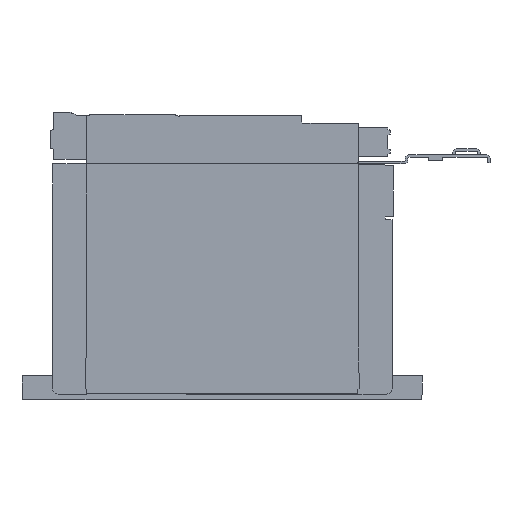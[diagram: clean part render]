
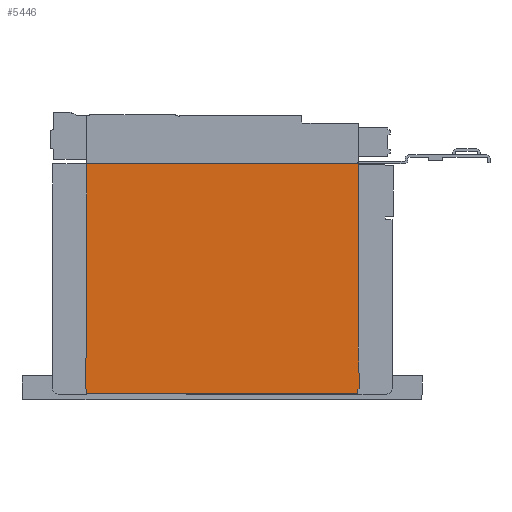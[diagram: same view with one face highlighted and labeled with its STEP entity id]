
A CAD part, left-side view. The second image highlights one B-rep face of the part: STEP entity #5446.
In plain terms, the highlighted planar face has unit normal (-1, 0, 0).
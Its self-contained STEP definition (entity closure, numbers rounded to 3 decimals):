
#1043=FACE_OUTER_BOUND($,#1224,.T.);
#1224=EDGE_LOOP($,(#4482,#4483,#4484,#4485,#4486,#4487,#4488,#4489,#4490,
#4491,#4492,#4493,#4494));
#1426=LINE($,#7885,#2493);
#1429=LINE($,#7891,#2496);
#1432=LINE($,#7897,#2499);
#1435=LINE($,#7903,#2502);
#1438=LINE($,#7909,#2505);
#1441=LINE($,#7915,#2508);
#1444=LINE($,#7921,#2511);
#1447=LINE($,#7927,#2514);
#1450=LINE($,#7933,#2517);
#1453=LINE($,#7939,#2520);
#1456=LINE($,#7945,#2523);
#1459=LINE($,#7951,#2526);
#1462=LINE($,#7955,#2529);
#2493=VECTOR($,#6091,124.001);
#2496=VECTOR($,#6096,79.274);
#2499=VECTOR($,#6101,7.2);
#2502=VECTOR($,#6106,5.007);
#2505=VECTOR($,#6111,11.042);
#2508=VECTOR($,#6116,0.969);
#2511=VECTOR($,#6121,1.804);
#2514=VECTOR($,#6126,123.845);
#2517=VECTOR($,#6131,1.804);
#2520=VECTOR($,#6136,0.708);
#2523=VECTOR($,#6141,0.19);
#2526=VECTOR($,#6146,23.5);
#2529=VECTOR($,#6151,79.209);
#3547=VERTEX_POINT($,#7882);
#3548=VERTEX_POINT($,#7884);
#3550=VERTEX_POINT($,#7890);
#3552=VERTEX_POINT($,#7896);
#3554=VERTEX_POINT($,#7902);
#3556=VERTEX_POINT($,#7908);
#3558=VERTEX_POINT($,#7914);
#3560=VERTEX_POINT($,#7920);
#3562=VERTEX_POINT($,#7926);
#3564=VERTEX_POINT($,#7932);
#3566=VERTEX_POINT($,#7938);
#3568=VERTEX_POINT($,#7944);
#3570=VERTEX_POINT($,#7950);
#3888=EDGE_CURVE($,#3548,#3547,#1426,.T.);
#3891=EDGE_CURVE($,#3550,#3548,#1429,.T.);
#3894=EDGE_CURVE($,#3552,#3550,#1432,.T.);
#3897=EDGE_CURVE($,#3554,#3552,#1435,.T.);
#3900=EDGE_CURVE($,#3556,#3554,#1438,.T.);
#3903=EDGE_CURVE($,#3558,#3556,#1441,.T.);
#3906=EDGE_CURVE($,#3560,#3558,#1444,.T.);
#3909=EDGE_CURVE($,#3562,#3560,#1447,.T.);
#3912=EDGE_CURVE($,#3564,#3562,#1450,.T.);
#3915=EDGE_CURVE($,#3566,#3564,#1453,.T.);
#3918=EDGE_CURVE($,#3568,#3566,#1456,.T.);
#3921=EDGE_CURVE($,#3570,#3568,#1459,.T.);
#3924=EDGE_CURVE($,#3547,#3570,#1462,.T.);
#4482=ORIENTED_EDGE($,*,*,#3924,.T.);
#4483=ORIENTED_EDGE($,*,*,#3921,.T.);
#4484=ORIENTED_EDGE($,*,*,#3918,.T.);
#4485=ORIENTED_EDGE($,*,*,#3915,.T.);
#4486=ORIENTED_EDGE($,*,*,#3912,.T.);
#4487=ORIENTED_EDGE($,*,*,#3909,.T.);
#4488=ORIENTED_EDGE($,*,*,#3906,.T.);
#4489=ORIENTED_EDGE($,*,*,#3903,.T.);
#4490=ORIENTED_EDGE($,*,*,#3900,.T.);
#4491=ORIENTED_EDGE($,*,*,#3897,.T.);
#4492=ORIENTED_EDGE($,*,*,#3894,.T.);
#4493=ORIENTED_EDGE($,*,*,#3891,.T.);
#4494=ORIENTED_EDGE($,*,*,#3888,.T.);
#5298=PLANE($,#5656);
#5446=ADVANCED_FACE($,(#1043),#5298,.T.);
#5656=AXIS2_PLACEMENT_3D($,#7956,#6152,#6153);
#6091=DIRECTION($,(0.,1.,0.));
#6096=DIRECTION($,(0.,0.,1.));
#6101=DIRECTION($,(0.,0.026,1.));
#6106=DIRECTION($,(0.,0.026,1.));
#6111=DIRECTION($,(0.,0.026,1.));
#6116=DIRECTION($,(0.,-0.707,0.707));
#6121=DIRECTION($,(0.,-0.001,1.));
#6126=DIRECTION($,(0.,-1.,0.));
#6131=DIRECTION($,(0.,-0.001,-1.));
#6136=DIRECTION($,(0.,-0.708,-0.706));
#6141=DIRECTION($,(0.,-1.,0.));
#6146=DIRECTION($,(0.,0.026,-1.));
#6151=DIRECTION($,(0.,0.,-1.));
#6152=DIRECTION('center_axis',(-1.,0.,0.));
#6153=DIRECTION('ref_axis',(0.,0.,1.));
#7882=CARTESIAN_POINT('',(0.,77.248,107.698));
#7884=CARTESIAN_POINT('',(0.,-46.753,107.698));
#7885=CARTESIAN_POINT($,(0.,-46.753,107.698));
#7890=CARTESIAN_POINT('',(0.,-46.753,28.425));
#7891=CARTESIAN_POINT($,(0.,-46.753,28.425));
#7896=CARTESIAN_POINT('',(0.,-46.941,21.227));
#7897=CARTESIAN_POINT($,(0.,-46.941,21.227));
#7902=CARTESIAN_POINT('',(0.,-47.072,16.222));
#7903=CARTESIAN_POINT($,(0.,-47.072,16.222));
#7908=CARTESIAN_POINT('',(0.,-47.361,5.183));
#7909=CARTESIAN_POINT($,(0.,-47.361,5.183));
#7914=CARTESIAN_POINT('',(0.,-46.676,4.498));
#7915=CARTESIAN_POINT($,(0.,-46.676,4.498));
#7920=CARTESIAN_POINT('',(0.,-46.675,2.694));
#7921=CARTESIAN_POINT($,(0.,-46.675,2.694));
#7926=CARTESIAN_POINT('',(0.,77.17,2.694));
#7927=CARTESIAN_POINT($,(0.,77.17,2.694));
#7932=CARTESIAN_POINT('',(0.,77.171,4.498));
#7933=CARTESIAN_POINT($,(0.,77.171,4.498));
#7938=CARTESIAN_POINT('',(0.,77.673,4.998));
#7939=CARTESIAN_POINT($,(0.,77.673,4.998));
#7944=CARTESIAN_POINT('',(0.,77.863,4.998));
#7945=CARTESIAN_POINT($,(0.,77.863,4.998));
#7950=CARTESIAN_POINT('',(0.,77.248,28.489));
#7951=CARTESIAN_POINT($,(0.,77.248,28.489));
#7955=CARTESIAN_POINT($,(0.,77.248,107.698));
#7956=CARTESIAN_POINT('Origin',(0.,15.263,55.138));
